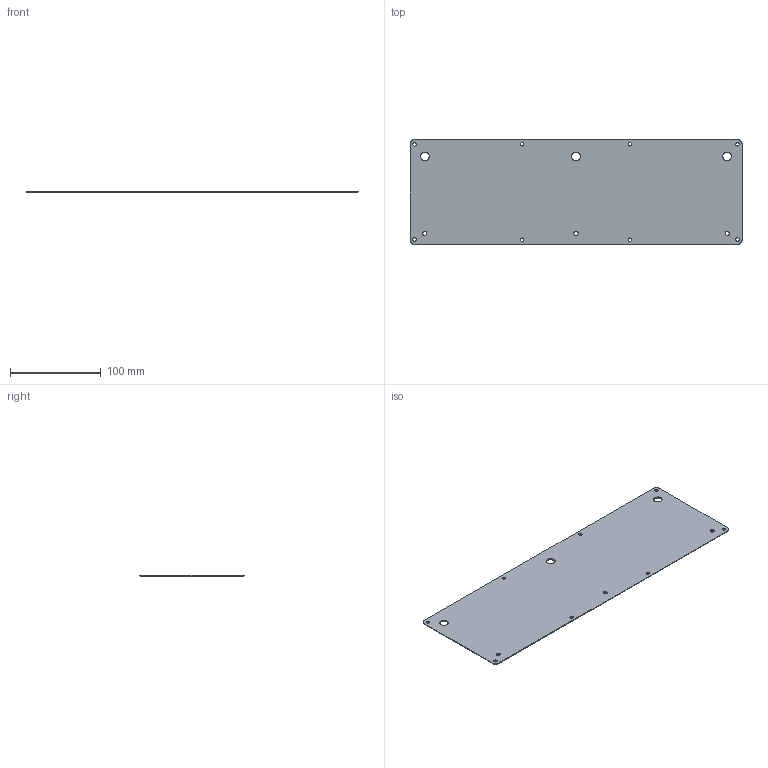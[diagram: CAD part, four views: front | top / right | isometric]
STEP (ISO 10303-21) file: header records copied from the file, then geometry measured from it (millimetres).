
FILE_DESCRIPTION(('FreeCAD Model'),'2;1');
FILE_NAME('Open CASCADE Shape Model','2021-09-06T16:47:20',(''),(''), 'Open CASCADE STEP processor 7.4','FreeCAD','Unknown');
FILE_SCHEMA(('AUTOMOTIVE_DESIGN { 1 0 10303 214 1 1 1 1 }'));
Length unit declared in the file: millimetre
Products named in the file (1): Body
Bounding box: 365.27 x 115.3 x 1.6 mm (x, y, z)
Volume: 66306 mm3; surface area: 84808.8 mm2
Topology: 1 solids, 1 shells, 32 faces, 82 edges, 52 vertices
Faces by surface type: cylinder 18, plane 10, cone 4
Full cylindrical faces by diameter (mm): 3.8 x8, 4.6 x3, 9.6 x3
Entity records: 2174 total; most frequent: CARTESIAN_POINT 427, DIRECTION 336, LINE 170, VECTOR 170, ORIENTED_EDGE 164, PCURVE 164, DEFINITIONAL_REPRESENTATION 164, EDGE_CURVE 82
